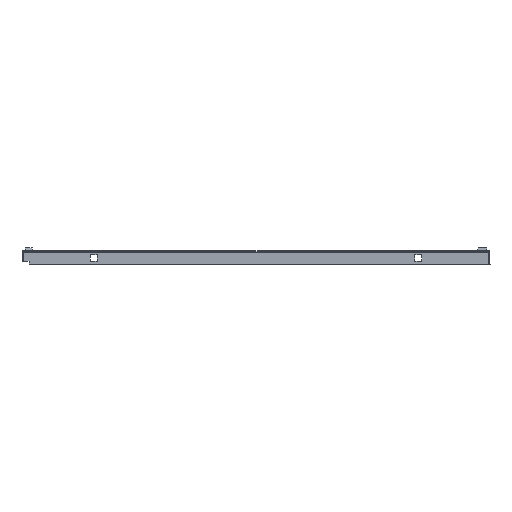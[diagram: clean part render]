
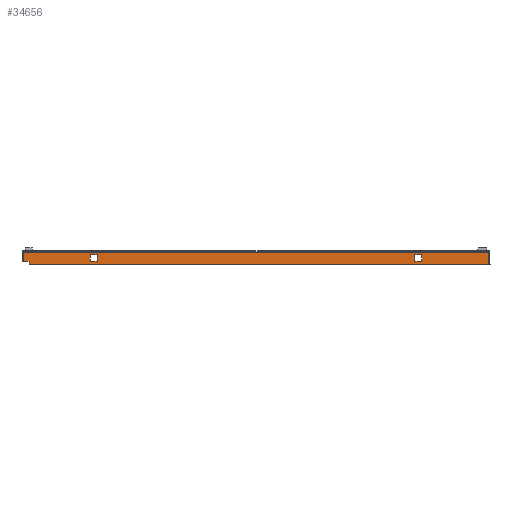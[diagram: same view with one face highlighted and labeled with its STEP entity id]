
A CAD part, front view. The second image highlights one B-rep face of the part: STEP entity #34656.
In plain terms, the highlighted planar face has unit normal (0, -1, 0).
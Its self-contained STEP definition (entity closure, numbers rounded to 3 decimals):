
#5996 = EDGE_CURVE ( 'NONE', #82703, #82699, #55752, .T. ) ;
#6084 = EDGE_CURVE ( 'NONE', #82707, #82705, #55809, .T. ) ;
#6097 = EDGE_CURVE ( 'NONE', #82705, #82704, #55817, .T. ) ;
#6161 = EDGE_CURVE ( 'NONE', #82704, #82709, #55853, .T. ) ;
#6171 = EDGE_CURVE ( 'NONE', #82709, #82703, #55865, .T. ) ;
#6271 = LINE ( 'NONE', #17832, #6275 ) ;
#6275 = VECTOR ( 'NONE', #17851, 1000. ) ;
#13913 = EDGE_CURVE ( 'NONE', #82697, #82702, #55902, .T. ) ;
#17832 = CARTESIAN_POINT ( 'NONE',  ( -661.003, -399., -0.75 ) ) ;
#17851 = DIRECTION ( 'NONE',  ( 1., 0., 0. ) ) ;
#34656 = ADVANCED_FACE ( 'NONE', ( #55915, #55925, #55927 ), #42912, .F. ) ;
#42897 = DIRECTION ( 'NONE',  ( 0., 0., 1. ) ) ;
#42898 = DIRECTION ( 'NONE',  ( 0., 1., 0. ) ) ;
#42899 = CARTESIAN_POINT ( 'NONE',  ( 330.25, -399., -18. ) ) ;
#42912 = PLANE ( 'NONE',  #82341 ) ;
#42969 = DIRECTION ( 'NONE',  ( 0., 0., 1. ) ) ;
#42974 = CARTESIAN_POINT ( 'NONE',  ( -225.75, -399., -18. ) ) ;
#43095 = DIRECTION ( 'NONE',  ( -1., 0., 0. ) ) ;
#43097 = CARTESIAN_POINT ( 'NONE',  ( 330.25, -399., -14. ) ) ;
#43102 = DIRECTION ( 'NONE',  ( 0., 0., 1. ) ) ;
#43114 = CARTESIAN_POINT ( 'NONE',  ( -322.5, -399., -18. ) ) ;
#43143 = DIRECTION ( 'NONE',  ( -1., 0., 0. ) ) ;
#43145 = CARTESIAN_POINT ( 'NONE',  ( 330.25, -399., -18. ) ) ;
#43152 = DIRECTION ( 'NONE',  ( 0., 0., -1. ) ) ;
#43153 = CARTESIAN_POINT ( 'NONE',  ( 330.5, -399., -18. ) ) ;
#52758 = ORIENTED_EDGE ( 'NONE', *, *, #6161, .F. ) ;
#52759 = ORIENTED_EDGE ( 'NONE', *, *, #6097, .F. ) ;
#52760 = ORIENTED_EDGE ( 'NONE', *, *, #6084, .F. ) ;
#52761 = ORIENTED_EDGE ( 'NONE', *, *, #80400, .F. ) ;
#52762 = ORIENTED_EDGE ( 'NONE', *, *, #5996, .F. ) ;
#52763 = ORIENTED_EDGE ( 'NONE', *, *, #6171, .F. ) ;
#52764 = ORIENTED_EDGE ( 'NONE', *, *, #95281, .F. ) ;
#52765 = ORIENTED_EDGE ( 'NONE', *, *, #95342, .F. ) ;
#52766 = ORIENTED_EDGE ( 'NONE', *, *, #13913, .F. ) ;
#52767 = ORIENTED_EDGE ( 'NONE', *, *, #95323, .F. ) ;
#52768 = ORIENTED_EDGE ( 'NONE', *, *, #95343, .F. ) ;
#52769 = ORIENTED_EDGE ( 'NONE', *, *, #95333, .F. ) ;
#52770 = ORIENTED_EDGE ( 'NONE', *, *, #95328, .F. ) ;
#52771 = ORIENTED_EDGE ( 'NONE', *, *, #95350, .F. ) ;
#53149 = EDGE_LOOP ( 'NONE', ( #52768, #52769, #52770, #52771 ) ) ;
#53152 = EDGE_LOOP ( 'NONE', ( #52758, #52759, #52760, #52761, #52762, #52763 ) ) ;
#53153 = EDGE_LOOP ( 'NONE', ( #52764, #52765, #52766, #52767 ) ) ;
#55752 = LINE ( 'NONE', #74114, #55756 ) ;
#55756 = VECTOR ( 'NONE', #74111, 1000. ) ;
#55809 = LINE ( 'NONE', #43153, #55812 ) ;
#55812 = VECTOR ( 'NONE', #43152, 1000. ) ;
#55817 = LINE ( 'NONE', #43145, #55820 ) ;
#55820 = VECTOR ( 'NONE', #43143, 1000. ) ;
#55853 = LINE ( 'NONE', #43114, #55862 ) ;
#55862 = VECTOR ( 'NONE', #43102, 1000. ) ;
#55865 = LINE ( 'NONE', #43097, #55868 ) ;
#55868 = VECTOR ( 'NONE', #43095, 1000. ) ;
#55902 = LINE ( 'NONE', #42974, #55904 ) ;
#55904 = VECTOR ( 'NONE', #42969, 1000. ) ;
#55915 = FACE_OUTER_BOUND ( 'NONE', #53152, .T. ) ;
#55925 = FACE_BOUND ( 'NONE', #53153, .T. ) ;
#55927 = FACE_BOUND ( 'NONE', #53149, .T. ) ;
#74111 = DIRECTION ( 'NONE',  ( 0., 0., 1. ) ) ;
#74114 = CARTESIAN_POINT ( 'NONE',  ( -330.5, -399., -18. ) ) ;
#80400 = EDGE_CURVE ( 'NONE', #82699, #82707, #6271, .T. ) ;
#82341 = AXIS2_PLACEMENT_3D ( 'NONE', #42899, #42898, #42897 ) ;
#82690 = VERTEX_POINT ( 'NONE', #95101 ) ;
#82691 = VERTEX_POINT ( 'NONE', #95102 ) ;
#82695 = VERTEX_POINT ( 'NONE', #95106 ) ;
#82696 = VERTEX_POINT ( 'NONE', #95107 ) ;
#82697 = VERTEX_POINT ( 'NONE', #95108 ) ;
#82698 = VERTEX_POINT ( 'NONE', #95109 ) ;
#82699 = VERTEX_POINT ( 'NONE', #95110 ) ;
#82700 = VERTEX_POINT ( 'NONE', #95111 ) ;
#82702 = VERTEX_POINT ( 'NONE', #95113 ) ;
#82703 = VERTEX_POINT ( 'NONE', #95114 ) ;
#82704 = VERTEX_POINT ( 'NONE', #95115 ) ;
#82705 = VERTEX_POINT ( 'NONE', #95116 ) ;
#82707 = VERTEX_POINT ( 'NONE', #95118 ) ;
#82709 = VERTEX_POINT ( 'NONE', #95120 ) ;
#95101 = CARTESIAN_POINT ( 'NONE',  ( 225.75, -399., -13.75 ) ) ;
#95102 = CARTESIAN_POINT ( 'NONE',  ( 225.75, -399., -4.25 ) ) ;
#95106 = CARTESIAN_POINT ( 'NONE',  ( -235.25, -399., -4.25 ) ) ;
#95107 = CARTESIAN_POINT ( 'NONE',  ( 235.25, -399., -4.25 ) ) ;
#95108 = CARTESIAN_POINT ( 'NONE',  ( -225.75, -399., -13.75 ) ) ;
#95109 = CARTESIAN_POINT ( 'NONE',  ( 235.25, -399., -13.75 ) ) ;
#95110 = CARTESIAN_POINT ( 'NONE',  ( -330.5, -399., -0.75 ) ) ;
#95111 = CARTESIAN_POINT ( 'NONE',  ( -235.25, -399., -13.75 ) ) ;
#95113 = CARTESIAN_POINT ( 'NONE',  ( -225.75, -399., -4.25 ) ) ;
#95114 = CARTESIAN_POINT ( 'NONE',  ( -330.5, -399., -14. ) ) ;
#95115 = CARTESIAN_POINT ( 'NONE',  ( -322.5, -399., -18. ) ) ;
#95116 = CARTESIAN_POINT ( 'NONE',  ( 330.5, -399., -18. ) ) ;
#95118 = CARTESIAN_POINT ( 'NONE',  ( 330.5, -399., -0.75 ) ) ;
#95120 = CARTESIAN_POINT ( 'NONE',  ( -322.5, -399., -14. ) ) ;
#95224 = CARTESIAN_POINT ( 'NONE',  ( -235.25, -399., -18. ) ) ;
#95226 = DIRECTION ( 'NONE',  ( 0., 0., -1. ) ) ;
#95281 = EDGE_CURVE ( 'NONE', #82695, #82700, #95501, .T. ) ;
#95289 = CARTESIAN_POINT ( 'NONE',  ( 330.25, -399., -13.75 ) ) ;
#95292 = DIRECTION ( 'NONE',  ( 1., 0., 0. ) ) ;
#95301 = CARTESIAN_POINT ( 'NONE',  ( 330.25, -399., -13.75 ) ) ;
#95304 = DIRECTION ( 'NONE',  ( 1., 0., 0. ) ) ;
#95314 = CARTESIAN_POINT ( 'NONE',  ( 235.25, -399., -18. ) ) ;
#95317 = DIRECTION ( 'NONE',  ( 0., 0., 1. ) ) ;
#95323 = EDGE_CURVE ( 'NONE', #82700, #82697, #95546, .T. ) ;
#95328 = EDGE_CURVE ( 'NONE', #82690, #82698, #95552, .T. ) ;
#95331 = CARTESIAN_POINT ( 'NONE',  ( 330.25, -399., -4.25 ) ) ;
#95333 = EDGE_CURVE ( 'NONE', #82698, #82696, #95558, .T. ) ;
#95334 = DIRECTION ( 'NONE',  ( -1., 0., 0. ) ) ;
#95335 = CARTESIAN_POINT ( 'NONE',  ( 330.25, -399., -4.25 ) ) ;
#95339 = DIRECTION ( 'NONE',  ( -1., 0., 0. ) ) ;
#95342 = EDGE_CURVE ( 'NONE', #82702, #82695, #95566, .T. ) ;
#95343 = EDGE_CURVE ( 'NONE', #82696, #82691, #95568, .T. ) ;
#95350 = EDGE_CURVE ( 'NONE', #82691, #82690, #95576, .T. ) ;
#95352 = CARTESIAN_POINT ( 'NONE',  ( 225.75, -399., -18. ) ) ;
#95355 = DIRECTION ( 'NONE',  ( 0., 0., -1. ) ) ;
#95501 = LINE ( 'NONE', #95224, #95505 ) ;
#95505 = VECTOR ( 'NONE', #95226, 1000. ) ;
#95546 = LINE ( 'NONE', #95289, #95549 ) ;
#95549 = VECTOR ( 'NONE', #95292, 1000. ) ;
#95552 = LINE ( 'NONE', #95301, #95555 ) ;
#95555 = VECTOR ( 'NONE', #95304, 1000. ) ;
#95558 = LINE ( 'NONE', #95314, #95561 ) ;
#95561 = VECTOR ( 'NONE', #95317, 1000. ) ;
#95566 = LINE ( 'NONE', #95331, #95569 ) ;
#95568 = LINE ( 'NONE', #95335, #95571 ) ;
#95569 = VECTOR ( 'NONE', #95334, 1000. ) ;
#95571 = VECTOR ( 'NONE', #95339, 1000. ) ;
#95576 = LINE ( 'NONE', #95352, #95579 ) ;
#95579 = VECTOR ( 'NONE', #95355, 1000. ) ;
